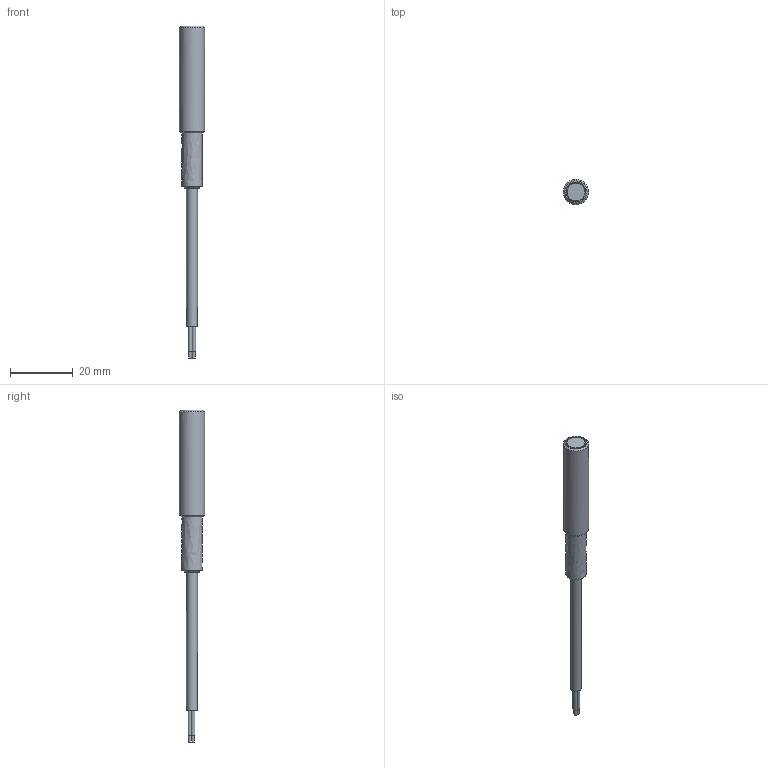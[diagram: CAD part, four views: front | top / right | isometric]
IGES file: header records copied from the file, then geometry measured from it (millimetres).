
Global section: file name: KDC 08 b Kabel; native system: Autodesk Inventor 2018; preprocessor: unknown; author: C. Kuhn; organization: di-soric GmbH & Co. KG; date: 20171127.143603; units: millimetre
Bounding box: 8 x 8 x 105.5 mm (x, y, z)
Volume: 3007 mm3; surface area: 5801.2 mm2
Topology: 8 solids, 15 shells, 67 faces, 125 edges, 86 vertices
Faces by surface type: bspline 67
